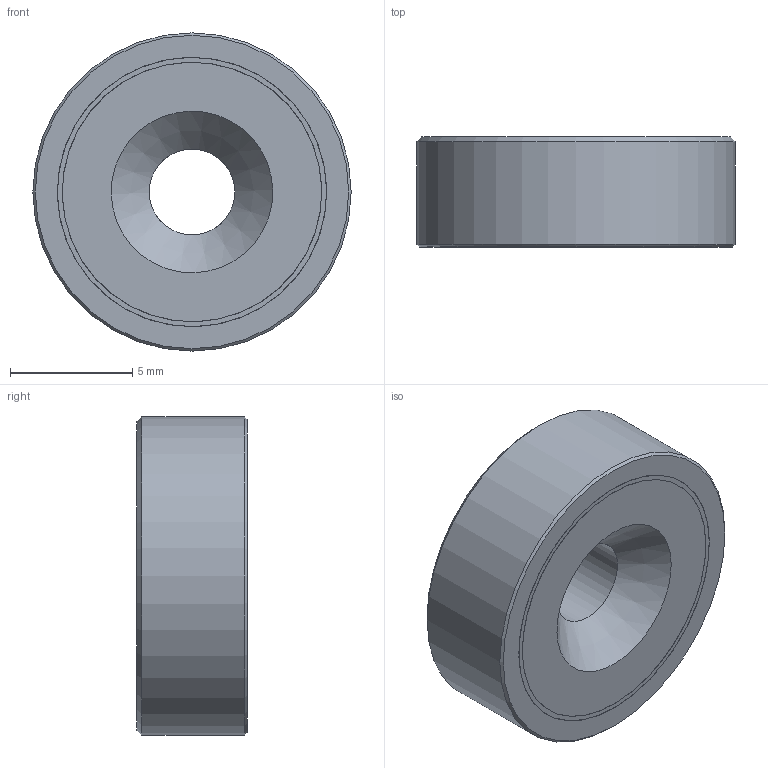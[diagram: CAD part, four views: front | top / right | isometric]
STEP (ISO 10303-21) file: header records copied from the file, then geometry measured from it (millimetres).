
FILE_DESCRIPTION(/* description */ (''),/* implementation_level */ '2;1');
FILE_NAME(/* name */ 'GM17424 -.stp',/* time_stamp */ '2019-09-30T14:08:05+02:00',/* author */ ('PV'),/* organization */ (''),/* preprocessor_version */ 'ST-DEVELOPER v17.2',/* originating_system */ 'Autodesk Inventor 2019',/* authorisation */ '');
FILE_SCHEMA (('AUTOMOTIVE_DESIGN { 1 0 10303 214 3 1 1 }'));
Length unit declared in the file: millimetre
Products named in the file (4): GM17424; E0121311; E0121312; E0121313
Assembly tree (3 placements, depth 2):
  GM17424
    E0121311
    E0121312
    E0121313
Bounding box: 13 x 4.5 x 13 mm (x, y, z)
Volume: 535.9 mm3; surface area: 1138.4 mm2
Topology: 3 solids, 3 shells, 17 faces, 34 edges, 24 vertices
Faces by surface type: cylinder 7, plane 7, cone 3
Full cylindrical faces by diameter (mm): 3.5 x2, 10.6 x2, 11 x2, 13 x1
Entity records: 642 total; most frequent: DIRECTION 106, CARTESIAN_POINT 82, ORIENTED_EDGE 68, AXIS2_PLACEMENT_3D 48, EDGE_CURVE 34, EDGE_LOOP 24, CIRCLE 24, VERTEX_POINT 24
